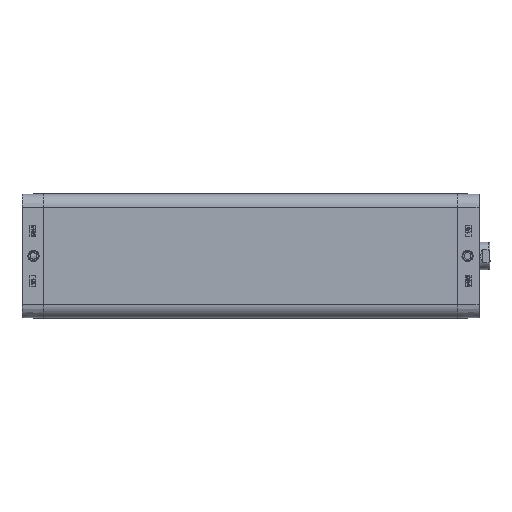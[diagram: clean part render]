
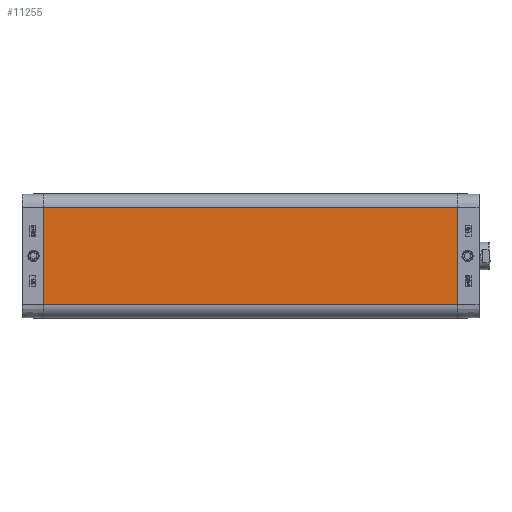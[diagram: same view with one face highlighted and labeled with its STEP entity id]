
A CAD part, left-side view. The second image highlights one B-rep face of the part: STEP entity #11255.
In plain terms, the highlighted planar face has unit normal (-1, 0, 0).
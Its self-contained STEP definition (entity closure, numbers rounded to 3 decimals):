
#5620=CARTESIAN_POINT('',(-56.65,-378.0,44.4));
#5621=VERTEX_POINT('',#5620);
#5628=CARTESIAN_POINT('',(-56.65,-378.0,-44.4));
#5629=VERTEX_POINT('',#5628);
#5630=CARTESIAN_POINT('',(-56.65,-378.0,-44.4));
#5631=DIRECTION('',(0.0,0.0,1.0));
#5632=VECTOR('',#5631,88.8);
#5633=LINE('',#5630,#5632);
#5634=EDGE_CURVE('',#5629,#5621,#5633,.T.);
#11213=CARTESIAN_POINT('',(-56.65,0.0,-44.4));
#11214=VERTEX_POINT('',#11213);
#11215=CARTESIAN_POINT('',(-56.65,0.0,-44.4));
#11216=DIRECTION('',(0.0,-1.0,0.0));
#11217=VECTOR('',#11216,378.0);
#11218=LINE('',#11215,#11217);
#11219=EDGE_CURVE('',#11214,#5629,#11218,.T.);
#11232=CARTESIAN_POINT('',(-56.65,0.0,-44.4));
#11233=DIRECTION('',(-1.0,0.0,0.0));
#11234=DIRECTION('',(0.0,0.0,1.0));
#11235=AXIS2_PLACEMENT_3D('',#11232,#11233,#11234);
#11236=PLANE('',#11235);
#11237=ORIENTED_EDGE('',*,*,#5634,.T.);
#11238=CARTESIAN_POINT('',(-56.65,0.0,44.4));
#11239=VERTEX_POINT('',#11238);
#11240=CARTESIAN_POINT('',(-56.65,0.0,44.4));
#11241=DIRECTION('',(0.0,-1.0,0.0));
#11242=VECTOR('',#11241,378.0);
#11243=LINE('',#11240,#11242);
#11244=EDGE_CURVE('',#11239,#5621,#11243,.T.);
#11245=ORIENTED_EDGE('',*,*,#11244,.F.);
#11246=CARTESIAN_POINT('',(-56.65,0.0,-44.4));
#11247=DIRECTION('',(0.0,0.0,1.0));
#11248=VECTOR('',#11247,88.8);
#11249=LINE('',#11246,#11248);
#11250=EDGE_CURVE('',#11214,#11239,#11249,.T.);
#11251=ORIENTED_EDGE('',*,*,#11250,.F.);
#11252=ORIENTED_EDGE('',*,*,#11219,.T.);
#11253=EDGE_LOOP('',(#11237,#11245,#11251,#11252));
#11254=FACE_OUTER_BOUND('',#11253,.T.);
#11255=ADVANCED_FACE('',(#11254),#11236,.T.);
